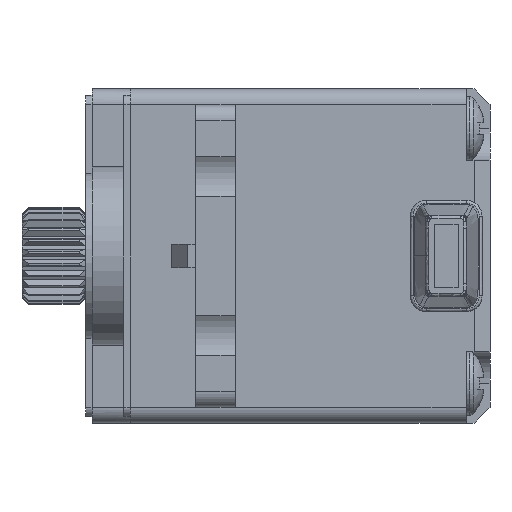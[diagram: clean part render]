
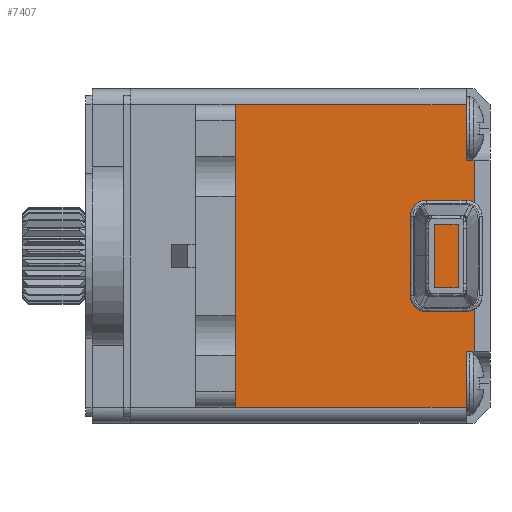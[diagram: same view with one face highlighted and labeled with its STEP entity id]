
A CAD part, left-side view. The second image highlights one B-rep face of the part: STEP entity #7407.
In plain terms, the highlighted planar face has unit normal (-1, 0, 0).
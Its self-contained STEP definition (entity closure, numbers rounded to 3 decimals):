
#624=PLANE('',#7950);
#806=FACE_OUTER_BOUND('',#1265,.T.);
#1265=EDGE_LOOP('',(#5037,#5038,#5039,#5040,#5041,#5042,#5043,#5044));
#1699=LINE('',#10506,#2173);
#1704=LINE('',#10525,#2178);
#1740=LINE('',#10613,#2214);
#1742=LINE('',#10618,#2216);
#1763=LINE('',#10665,#2237);
#1777=LINE('',#10692,#2251);
#1780=LINE('',#10699,#2254);
#1781=LINE('',#10700,#2255);
#2173=VECTOR('',#8646,10.);
#2178=VECTOR('',#8661,10.);
#2214=VECTOR('',#8737,10.);
#2216=VECTOR('',#8741,10.);
#2237=VECTOR('',#8782,10.);
#2251=VECTOR('',#8802,10.);
#2254=VECTOR('',#8809,10.);
#2255=VECTOR('',#8810,10.);
#2945=VERTEX_POINT('',#10503);
#2946=VERTEX_POINT('',#10505);
#2954=VERTEX_POINT('',#10522);
#2955=VERTEX_POINT('',#10524);
#2987=VERTEX_POINT('',#10610);
#2988=VERTEX_POINT('',#10615);
#3005=VERTEX_POINT('',#10663);
#3015=VERTEX_POINT('',#10691);
#3693=EDGE_CURVE('',#2946,#2945,#1699,.T.);
#3702=EDGE_CURVE('',#2955,#2954,#1704,.T.);
#3747=EDGE_CURVE('',#2987,#2955,#1740,.T.);
#3749=EDGE_CURVE('',#2945,#2988,#1742,.T.);
#3774=EDGE_CURVE('',#2954,#3005,#1763,.T.);
#3788=EDGE_CURVE('',#2946,#3015,#1777,.T.);
#3792=EDGE_CURVE('',#3005,#3015,#1780,.T.);
#3793=EDGE_CURVE('',#2987,#2988,#1781,.T.);
#5037=ORIENTED_EDGE('',*,*,#3747,.T.);
#5038=ORIENTED_EDGE('',*,*,#3702,.T.);
#5039=ORIENTED_EDGE('',*,*,#3774,.T.);
#5040=ORIENTED_EDGE('',*,*,#3792,.T.);
#5041=ORIENTED_EDGE('',*,*,#3788,.F.);
#5042=ORIENTED_EDGE('',*,*,#3693,.T.);
#5043=ORIENTED_EDGE('',*,*,#3749,.T.);
#5044=ORIENTED_EDGE('',*,*,#3793,.F.);
#7407=ADVANCED_FACE('',(#806),#624,.T.);
#7950=AXIS2_PLACEMENT_3D('',#10698,#8807,#8808);
#8646=DIRECTION('',(0.,0.,1.));
#8661=DIRECTION('',(0.,0.,1.));
#8737=DIRECTION('',(0.,1.,0.));
#8741=DIRECTION('',(0.,-1.,0.));
#8782=DIRECTION('',(0.,1.,0.));
#8802=DIRECTION('',(0.,1.,0.));
#8807=DIRECTION('center_axis',(-1.,0.,0.));
#8808=DIRECTION('ref_axis',(0.,0.,1.));
#8809=DIRECTION('',(0.,0.,-1.));
#8810=DIRECTION('',(0.,0.,-1.));
#10503=CARTESIAN_POINT('',(-0.5,1.5,-16.));
#10505=CARTESIAN_POINT('',(-0.5,1.5,-19.5));
#10506=CARTESIAN_POINT('',(-0.5,1.5,-18.875));
#10522=CARTESIAN_POINT('',(-0.5,1.5,-0.5));
#10524=CARTESIAN_POINT('',(-0.5,1.5,-4.));
#10525=CARTESIAN_POINT('',(-0.5,1.5,-10.625));
#10610=CARTESIAN_POINT('',(-0.5,1.,-4.));
#10613=CARTESIAN_POINT('',(-0.5,0.,-4.));
#10615=CARTESIAN_POINT('',(-0.5,1.,-16.));
#10618=CARTESIAN_POINT('',(-0.5,0.,-16.));
#10663=CARTESIAN_POINT('',(-0.5,16.,-0.5));
#10665=CARTESIAN_POINT('',(-0.5,0.,-0.5));
#10691=CARTESIAN_POINT('',(-0.5,16.,-19.5));
#10692=CARTESIAN_POINT('',(-0.5,0.,-19.5));
#10698=CARTESIAN_POINT('Origin',(-0.5,0.,-19.5));
#10699=CARTESIAN_POINT('',(-0.5,16.,-14.75));
#10700=CARTESIAN_POINT('',(-0.5,1.,-14.75));
